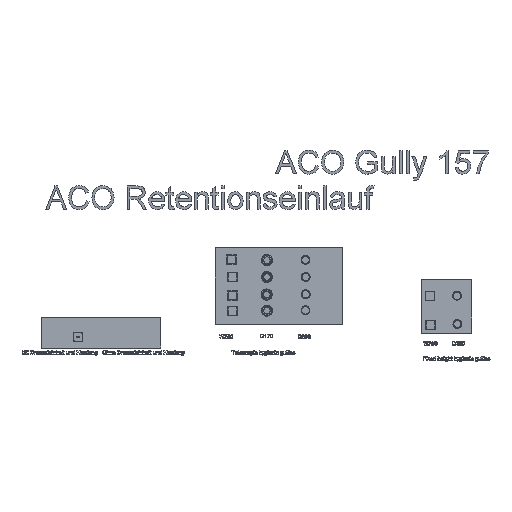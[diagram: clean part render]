
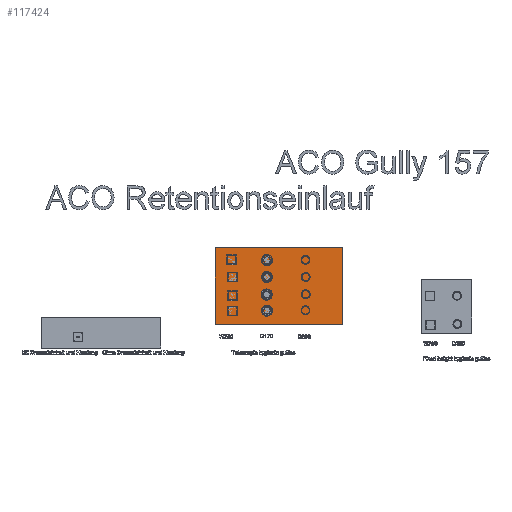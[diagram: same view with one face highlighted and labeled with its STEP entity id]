
A CAD part, top view. The second image highlights one B-rep face of the part: STEP entity #117424.
In plain terms, the highlighted planar face has unit normal (0, 0, 1).
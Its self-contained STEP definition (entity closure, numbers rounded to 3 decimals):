
#10594=FACE_OUTER_BOUND('',#16797,.T.);
#16797=EDGE_LOOP('',(#100458,#100459,#100460,#100461));
#32456=LINE('',#187353,#46614);
#32457=LINE('',#187355,#46615);
#32458=LINE('',#187357,#46616);
#32459=LINE('',#187358,#46617);
#46614=VECTOR('',#152540,304.8);
#46615=VECTOR('',#152541,304.8);
#46616=VECTOR('',#152542,304.8);
#46617=VECTOR('',#152543,304.8);
#56564=VERTEX_POINT('',#187351);
#56565=VERTEX_POINT('',#187352);
#56566=VERTEX_POINT('',#187354);
#56567=VERTEX_POINT('',#187356);
#71561=EDGE_CURVE('',#56564,#56565,#32456,.T.);
#71562=EDGE_CURVE('',#56565,#56566,#32457,.T.);
#71563=EDGE_CURVE('',#56566,#56567,#32458,.T.);
#71564=EDGE_CURVE('',#56567,#56564,#32459,.T.);
#100458=ORIENTED_EDGE('',*,*,#71561,.T.);
#100459=ORIENTED_EDGE('',*,*,#71562,.T.);
#100460=ORIENTED_EDGE('',*,*,#71563,.T.);
#100461=ORIENTED_EDGE('',*,*,#71564,.T.);
#112315=PLANE('',#126929);
#117424=ADVANCED_FACE('',(#10594),#112315,.T.);
#126929=AXIS2_PLACEMENT_3D('',#187350,#152538,#152539);
#152538=DIRECTION('center_axis',(0.,0.,1.));
#152539=DIRECTION('ref_axis',(0.,1.,0.));
#152540=DIRECTION('',(-1.,0.,0.));
#152541=DIRECTION('',(0.,-1.,0.));
#152542=DIRECTION('',(1.,0.,0.));
#152543=DIRECTION('',(0.,1.,0.));
#187350=CARTESIAN_POINT('Origin',(-8302.745,1342.368,0.));
#187351=CARTESIAN_POINT('',(-8302.745,1342.368,0.));
#187352=CARTESIAN_POINT('',(-11602.745,1342.368,0.));
#187353=CARTESIAN_POINT('',(-8302.745,1342.368,0.));
#187354=CARTESIAN_POINT('',(-11602.745,-657.632,0.));
#187355=CARTESIAN_POINT('',(-11602.745,1342.368,0.));
#187356=CARTESIAN_POINT('',(-8302.745,-657.632,0.));
#187357=CARTESIAN_POINT('',(-11602.745,-657.632,0.));
#187358=CARTESIAN_POINT('',(-8302.745,-657.632,0.));
